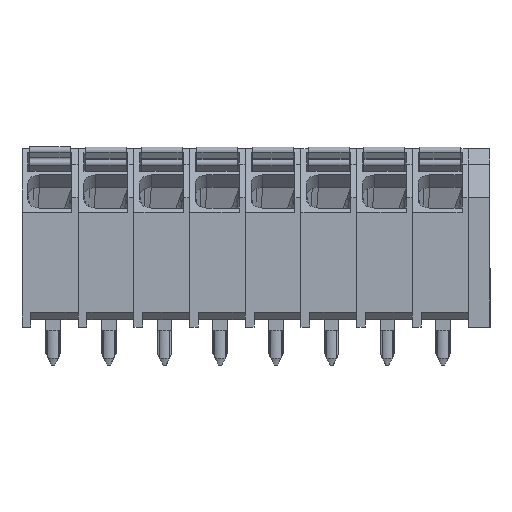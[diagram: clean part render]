
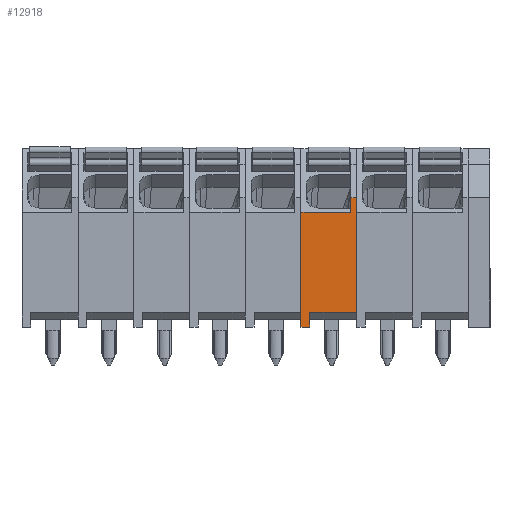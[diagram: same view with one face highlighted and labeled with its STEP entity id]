
A CAD part, front view. The second image highlights one B-rep face of the part: STEP entity #12918.
In plain terms, the highlighted planar face has unit normal (0, -1, 0).
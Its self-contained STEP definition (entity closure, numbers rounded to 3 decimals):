
#952=ORIENTED_EDGE('',*,*,#4758,.T.);
#953=ORIENTED_EDGE('',*,*,#4759,.T.);
#954=ORIENTED_EDGE('',*,*,#4568,.F.);
#955=ORIENTED_EDGE('',*,*,#4760,.T.);
#956=ORIENTED_EDGE('',*,*,#4761,.T.);
#957=ORIENTED_EDGE('',*,*,#4621,.T.);
#958=ORIENTED_EDGE('',*,*,#4650,.T.);
#959=ORIENTED_EDGE('',*,*,#4762,.F.);
#4568=EDGE_CURVE('',#6476,#6477,#7748,.T.);
#4621=EDGE_CURVE('',#6521,#6520,#7792,.T.);
#4650=EDGE_CURVE('',#6520,#6546,#7815,.T.);
#4758=EDGE_CURVE('',#6652,#6653,#7903,.T.);
#4759=EDGE_CURVE('',#6653,#6477,#7904,.T.);
#4760=EDGE_CURVE('',#6476,#6654,#7905,.T.);
#4761=EDGE_CURVE('',#6654,#6521,#7906,.T.);
#4762=EDGE_CURVE('',#6652,#6546,#7907,.T.);
#6476=VERTEX_POINT('',#18667);
#6477=VERTEX_POINT('',#18669);
#6520=VERTEX_POINT('',#18769);
#6521=VERTEX_POINT('',#18771);
#6546=VERTEX_POINT('',#18834);
#6652=VERTEX_POINT('',#19061);
#6653=VERTEX_POINT('',#19062);
#6654=VERTEX_POINT('',#19065);
#7748=LINE('',#18668,#9279);
#7792=LINE('',#18770,#9323);
#7815=LINE('',#18835,#9346);
#7903=LINE('',#19060,#9434);
#7904=LINE('',#19063,#9435);
#7905=LINE('',#19064,#9436);
#7906=LINE('',#19066,#9437);
#7907=LINE('',#19067,#9438);
#9279=VECTOR('',#14894,1000.);
#9323=VECTOR('',#14966,1000.);
#9346=VECTOR('',#15005,1000.);
#9434=VECTOR('',#15157,1000.);
#9435=VECTOR('',#15158,1000.);
#9436=VECTOR('',#15159,1000.);
#9437=VECTOR('',#15160,1000.);
#9438=VECTOR('',#15161,1000.);
#10788=EDGE_LOOP('',(#952,#953,#954,#955,#956,#957,#958,#959));
#11590=FACE_BOUND('',#10788,.T.);
#12377=PLANE('',#13764);
#12918=ADVANCED_FACE('',(#11590),#12377,.F.);
#13764=AXIS2_PLACEMENT_3D('',#19059,#15155,#15156);
#14894=DIRECTION('',(0.,0.,-1.));
#14966=DIRECTION('',(-1.,0.,0.));
#15005=DIRECTION('',(0.,0.,-1.));
#15155=DIRECTION('',(0.,1.,0.));
#15156=DIRECTION('',(0.,0.,1.));
#15157=DIRECTION('',(0.,0.,1.));
#15158=DIRECTION('',(1.,0.,0.));
#15159=DIRECTION('',(-1.,0.,0.));
#15160=DIRECTION('',(0.,0.,-1.));
#15161=DIRECTION('',(-1.,0.,0.));
#18667=CARTESIAN_POINT('',(1.905,-6.,4.85));
#18668=CARTESIAN_POINT('',(1.905,-6.,4.85));
#18669=CARTESIAN_POINT('',(1.905,-6.,-2.99));
#18769=CARTESIAN_POINT('',(-1.905,-6.,3.86));
#18770=CARTESIAN_POINT('',(1.495,-6.,3.86));
#18771=CARTESIAN_POINT('',(1.495,-6.,3.86));
#18834=CARTESIAN_POINT('',(-1.905,-6.,-4.));
#18835=CARTESIAN_POINT('',(-1.905,-6.,4.85));
#19059=CARTESIAN_POINT('',(1.905,-6.,4.85));
#19060=CARTESIAN_POINT('',(-1.305,-6.,-4.));
#19061=CARTESIAN_POINT('',(-1.305,-6.,-4.));
#19062=CARTESIAN_POINT('',(-1.305,-6.,-2.99));
#19063=CARTESIAN_POINT('',(1.905,-6.,-2.99));
#19064=CARTESIAN_POINT('',(1.905,-6.,4.85));
#19065=CARTESIAN_POINT('',(1.495,-6.,4.85));
#19066=CARTESIAN_POINT('',(1.495,-6.,3.86));
#19067=CARTESIAN_POINT('',(1.905,-6.,-4.));
